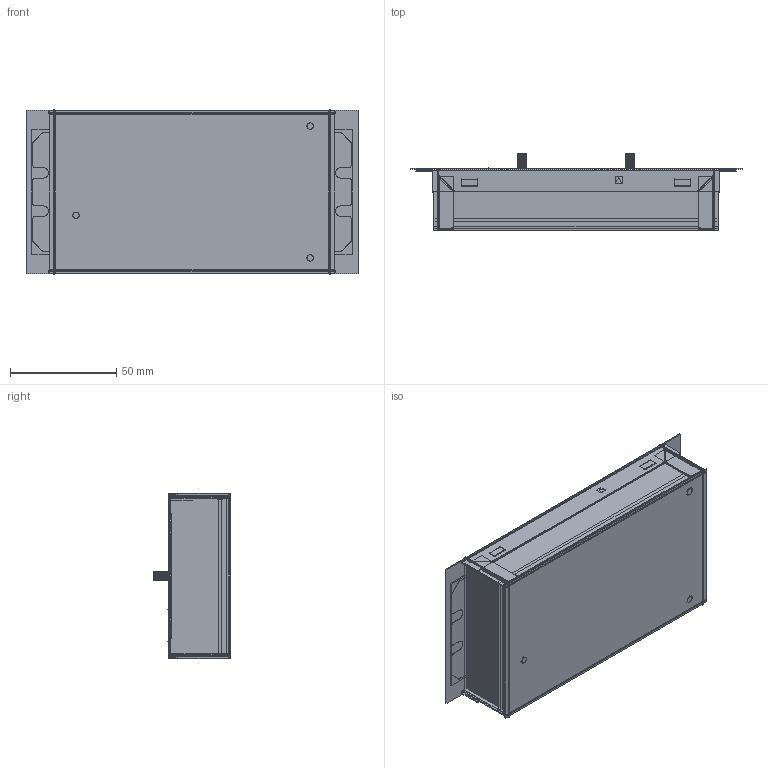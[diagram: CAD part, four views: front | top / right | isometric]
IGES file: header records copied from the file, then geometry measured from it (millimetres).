
Start section:  PTC IGES file: 00-a6662_asm.igs
Global section: file name: 00-a6662_asm.igs; native system: Pro/ENGINEER by Parametric Technology Corporation; preprocessor: 2007450; author: Administrator; organization: Unknown; date: 20190227.091002; units: millimetre
Bounding box: 156 x 36.36 x 77.79 mm (x, y, z)
Volume: 72047.7 mm3; surface area: 716197.2 mm2
Topology: 16 solids, 16 shells, 3474 faces, 16635 edges, 20413 vertices
Faces by surface type: bspline 2440, revolution 1028, extrusion 6
